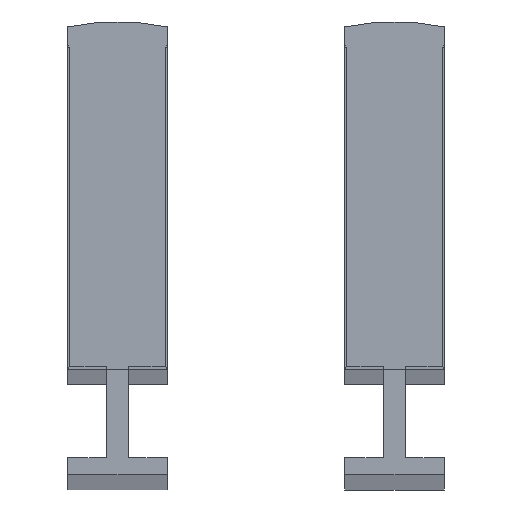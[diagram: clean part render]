
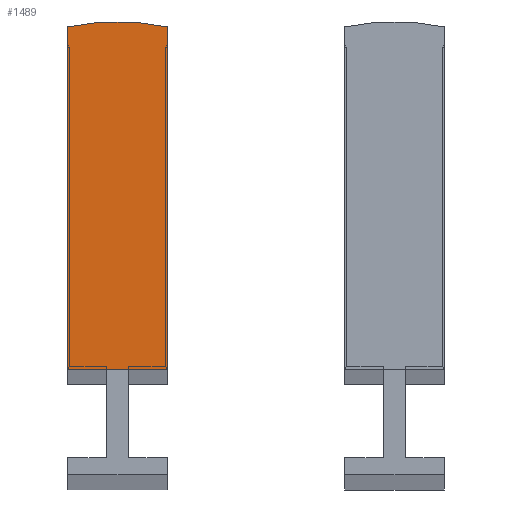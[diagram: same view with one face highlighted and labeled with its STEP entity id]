
A CAD part, top view. The second image highlights one B-rep face of the part: STEP entity #1489.
In plain terms, the highlighted planar face has unit normal (0, 0, 1).
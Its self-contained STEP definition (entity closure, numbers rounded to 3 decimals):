
#152=CIRCLE($,#1625,20.276);
#234=FACE_OUTER_BOUND($,#345,.T.);
#345=EDGE_LOOP($,(#1216,#1217,#1218,#1219));
#508=LINE($,#2695,#633);
#511=LINE($,#2703,#636);
#515=LINE($,#2710,#640);
#633=VECTOR($,#1952,30.8);
#636=VECTOR($,#1961,30.8);
#640=VECTOR($,#1969,9.);
#761=VERTEX_POINT($,#2692);
#762=VERTEX_POINT($,#2694);
#763=VERTEX_POINT($,#2698);
#764=VERTEX_POINT($,#2702);
#931=EDGE_CURVE($,#761,#762,#508,.T.);
#933=EDGE_CURVE($,#762,#763,#152,.T.);
#935=EDGE_CURVE($,#763,#764,#511,.T.);
#939=EDGE_CURVE($,#764,#761,#515,.T.);
#1216=ORIENTED_EDGE($,*,*,#931,.F.);
#1217=ORIENTED_EDGE($,*,*,#939,.F.);
#1218=ORIENTED_EDGE($,*,*,#935,.F.);
#1219=ORIENTED_EDGE($,*,*,#933,.F.);
#1413=PLANE($,#1628);
#1489=ADVANCED_FACE($,(#234),#1413,.T.);
#1625=AXIS2_PLACEMENT_3D($,#2699,#1956,#1957);
#1628=AXIS2_PLACEMENT_3D($,#2709,#1967,#1968);
#1952=DIRECTION($,(0.,1.,0.));
#1956=DIRECTION('center_axis',(0.,0.,-1.));
#1957=DIRECTION('ref_axis',(0.222,0.975,0.));
#1961=DIRECTION($,(0.,-1.,0.));
#1967=DIRECTION('center_axis',(0.,0.,1.));
#1968=DIRECTION('ref_axis',(1.,0.,0.));
#1969=DIRECTION($,(-1.,0.,0.));
#2692=CARTESIAN_POINT('',(2.05,12.5,797.5));
#2694=CARTESIAN_POINT('',(2.05,43.3,797.5));
#2695=CARTESIAN_POINT($,(2.05,12.5,797.5));
#2698=CARTESIAN_POINT('',(11.05,43.3,797.5));
#2699=CARTESIAN_POINT('Origin',(6.55,23.53,797.5));
#2702=CARTESIAN_POINT('',(11.05,12.5,797.5));
#2703=CARTESIAN_POINT($,(11.05,43.3,797.5));
#2709=CARTESIAN_POINT('Origin',(6.55,27.949,797.5));
#2710=CARTESIAN_POINT($,(11.05,12.5,797.5));
